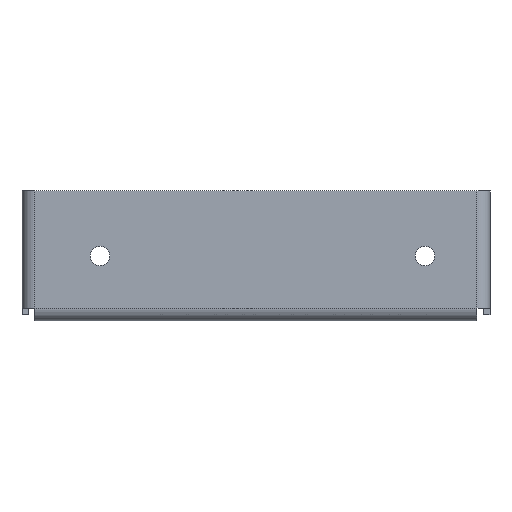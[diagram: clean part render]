
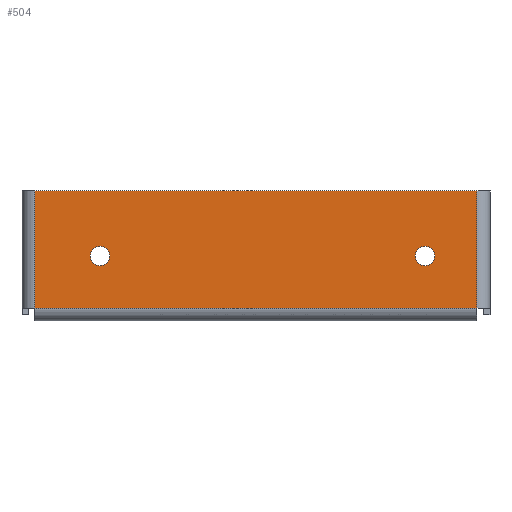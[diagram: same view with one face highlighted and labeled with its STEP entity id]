
A CAD part, front view. The second image highlights one B-rep face of the part: STEP entity #504.
In plain terms, the highlighted planar face has unit normal (0, -1, 0).
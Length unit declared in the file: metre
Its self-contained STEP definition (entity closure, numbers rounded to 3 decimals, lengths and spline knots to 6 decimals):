
#38=PLANE('',#562);
#43=LINE('',#730,#91);
#57=LINE('',#770,#105);
#72=LINE('',#807,#120);
#87=LINE('',#842,#135);
#91=VECTOR('',#585,1.);
#105=VECTOR('',#627,1.);
#120=VECTOR('',#664,1.);
#135=VECTOR('',#701,1.);
#246=ORIENTED_EDGE('',*,*,#331,.F.);
#247=ORIENTED_EDGE('',*,*,#295,.F.);
#248=ORIENTED_EDGE('',*,*,#275,.F.);
#249=ORIENTED_EDGE('',*,*,#313,.F.);
#250=ORIENTED_EDGE('',*,*,#332,.T.);
#251=ORIENTED_EDGE('',*,*,#333,.T.);
#275=EDGE_CURVE('',#341,#338,#43,.T.);
#295=EDGE_CURVE('',#338,#351,#57,.T.);
#313=EDGE_CURVE('',#364,#341,#72,.T.);
#331=EDGE_CURVE('',#351,#364,#87,.T.);
#332=EDGE_CURVE('',#374,#374,#392,.T.);
#333=EDGE_CURVE('',#375,#375,#393,.T.);
#338=VERTEX_POINT('',#724);
#341=VERTEX_POINT('',#729);
#351=VERTEX_POINT('',#765);
#364=VERTEX_POINT('',#806);
#374=VERTEX_POINT('',#844);
#375=VERTEX_POINT('',#846);
#392=CIRCLE('',#563,0.003);
#393=CIRCLE('',#564,0.003);
#424=EDGE_LOOP('',(#246,#247,#248,#249));
#425=EDGE_LOOP('',(#250));
#426=EDGE_LOOP('',(#251));
#462=FACE_BOUND('',#424,.T.);
#463=FACE_BOUND('',#425,.T.);
#464=FACE_BOUND('',#426,.T.);
#504=ADVANCED_FACE('',(#462,#463,#464),#38,.F.);
#562=AXIS2_PLACEMENT_3D('',#841,#699,#700);
#563=AXIS2_PLACEMENT_3D('',#843,#702,#703);
#564=AXIS2_PLACEMENT_3D('',#845,#704,#705);
#585=DIRECTION('',(-1.,0.,0.));
#627=DIRECTION('',(0.,0.,1.));
#664=DIRECTION('',(0.,0.,-1.));
#699=DIRECTION('',(0.,1.,0.));
#700=DIRECTION('',(1.,0.,0.));
#701=DIRECTION('',(1.,0.,0.));
#702=DIRECTION('',(0.,1.,0.));
#703=DIRECTION('',(1.,0.,0.));
#704=DIRECTION('',(0.,1.,0.));
#705=DIRECTION('',(1.,0.,0.));
#724=CARTESIAN_POINT('',(-0.068,0.,-0.017));
#729=CARTESIAN_POINT('',(0.068,0.,-0.017));
#730=CARTESIAN_POINT('',(0.,0.,-0.017));
#765=CARTESIAN_POINT('',(-0.068,0.,0.019));
#770=CARTESIAN_POINT('',(-0.068,0.,0.));
#806=CARTESIAN_POINT('',(0.068,0.,0.019));
#807=CARTESIAN_POINT('',(0.068,0.,0.));
#841=CARTESIAN_POINT('',(0.,0.,0.));
#842=CARTESIAN_POINT('',(0.,0.,0.019));
#843=CARTESIAN_POINT('',(-0.048,0.,-0.001));
#844=CARTESIAN_POINT('',(-0.045,0.,-0.001));
#845=CARTESIAN_POINT('',(0.052,0.,-0.001));
#846=CARTESIAN_POINT('',(0.055,0.,-0.001));
